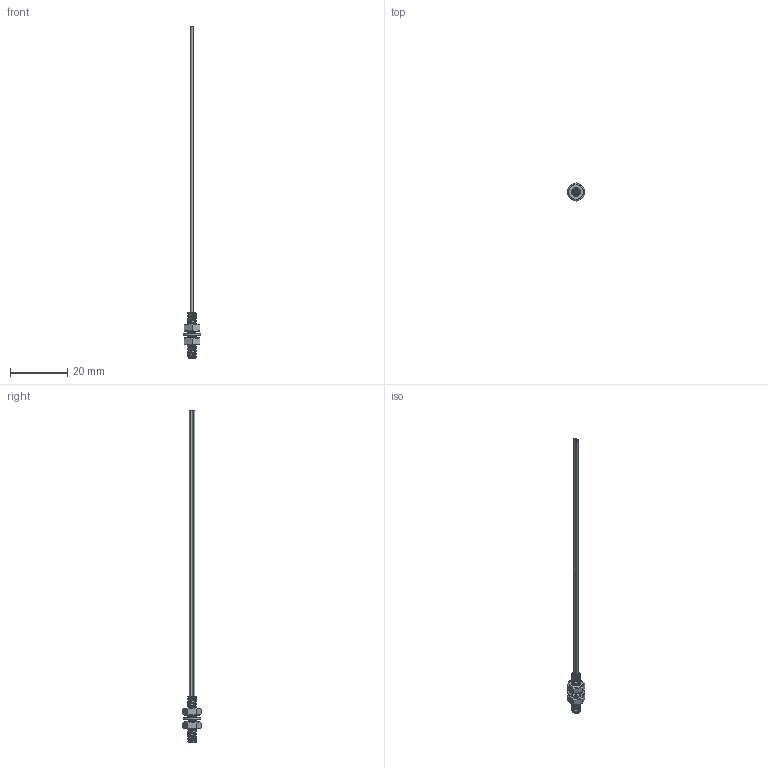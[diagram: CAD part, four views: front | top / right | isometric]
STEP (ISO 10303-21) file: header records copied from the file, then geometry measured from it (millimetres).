
FILE_DESCRIPTION((''),'2;1');
FILE_NAME('166398_ASM','2016-01-05T',('pdmadmin'),(''),'PRO/ENGINEER BY PARAMETRIC TECHNOLOGY CORPORATION, 2013230','PRO/ENGINEER BY PARAMETRIC TECHNOLOGY CORPORATION, 2013230','');
FILE_SCHEMA(('CONFIG_CONTROL_DESIGN'));
Length unit declared in the file: inch
Products named in the file (6): 39252; 39254; 39253; 129194; FIBER_CORE_020_X_; 166398_ASM
Assembly tree (8 placements, depth 2):
  166398_ASM
    39252
    39254
    39253  x2
    129194  x2
    FIBER_CORE_020_X_  x2
Bounding box: 6 x 6.35 x 116.03 mm (x, y, z)
Volume: 301.7 mm3; surface area: 1284.7 mm2
Topology: 8 solids, 10 shells, 186 faces, 478 edges, 312 vertices
Faces by surface type: cylinder 110, plane 48, bspline 18, cone 10
Entity records: 12266 total; most frequent: CARTESIAN_POINT 8511, ORIENTED_EDGE 828, DIRECTION 629, EDGE_CURVE 416, VERTEX_POINT 272, AXIS2_PLACEMENT_3D 228, VECTOR 173, LINE 173
